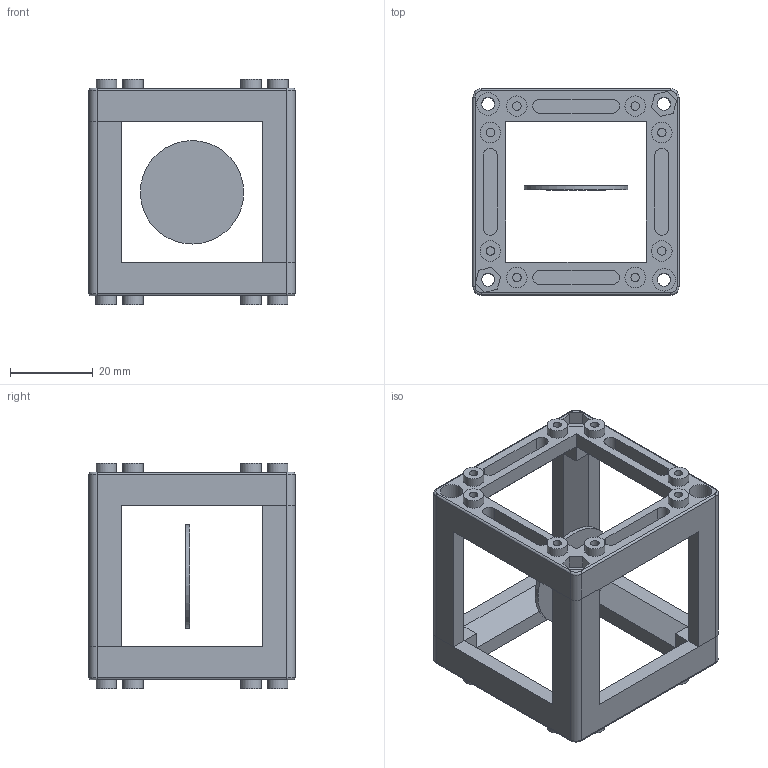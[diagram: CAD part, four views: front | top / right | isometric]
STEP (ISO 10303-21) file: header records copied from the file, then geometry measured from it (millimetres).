
FILE_DESCRIPTION(/* description */ (''),/* implementation_level */ '2;1');
FILE_NAME(/* name */ 'Assembly_Cube_Lens_holder_-50mm_v3.iam.step',/* time_stamp */ '2022-11-29T09:06:57+01:00',/* author */ ('marsikovabarbora'),/* organization */ (''),/* preprocessor_version */ 'ST-DEVELOPER v18.1',/* originating_system */ 'Autodesk Inventor 2022',/* authorisation */ '');
FILE_SCHEMA (('AUTOMOTIVE_DESIGN { 1 0 10303 214 3 1 1 }'));
Products named in the file (6): Assembly_Cube_Lens_holder_v3; Assembly_Cube_empty_IM_v3; 10_Cube_1x1_IM; 20_Insert_Lens_clamp_v3_-50lens; 20_Insert_Lens_clamp_v3; 00_Comar_Filter_25Dia
Assembly tree (6 placements, depth 3):
  Assembly_Cube_Lens_holder_v3
    Assembly_Cube_empty_IM_v3
      10_Cube_1x1_IM  x2
    20_Insert_Lens_clamp_v3_-50lens
    20_Insert_Lens_clamp_v3
    00_Comar_Filter_25Dia
Bounding box: 49.82 x 49.8 x 54.5 mm (x, y, z)
Volume: 22527.6 mm3; surface area: 19875.7 mm2
Topology: 3 solids, 3 shells, 311 faces, 743 edges, 490 vertices
Faces by surface type: plane 186, cylinder 117, torus 8
Full cylindrical faces by diameter (mm): 2.05 x16, 3.1 x8, 4.95 x16, 5.5 x4, 25 x1
Entity records: 4795 total; most frequent: DIRECTION 833, CARTESIAN_POINT 788, ORIENTED_EDGE 746, EDGE_CURVE 373, AXIS2_PLACEMENT_3D 291, LINE 251, VECTOR 251, VERTEX_POINT 246
